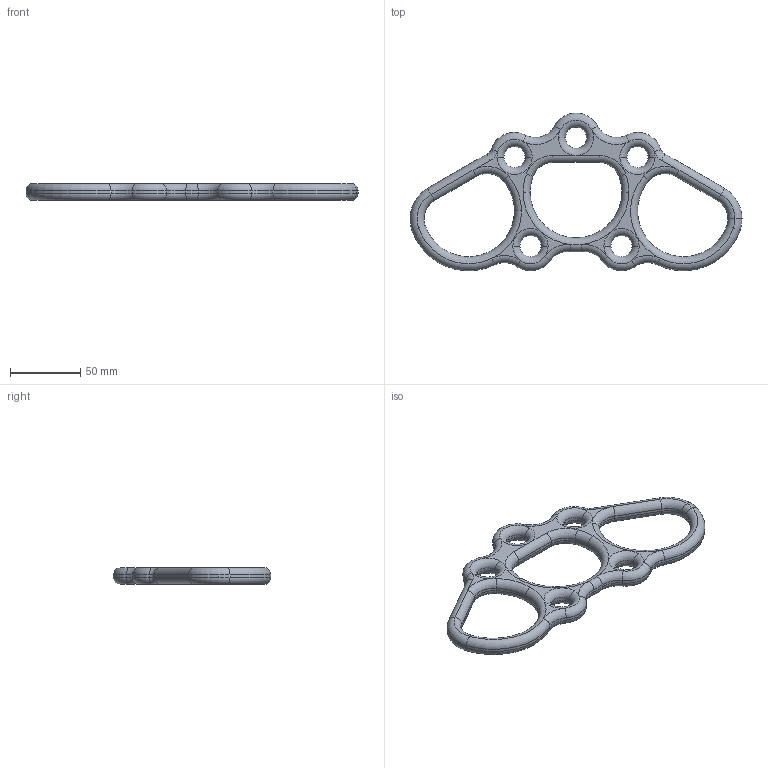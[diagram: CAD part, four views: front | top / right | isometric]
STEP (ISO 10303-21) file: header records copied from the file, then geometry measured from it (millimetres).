
FILE_DESCRIPTION (( 'STEP AP214' ), '1' );
FILE_NAME ('rigging_rings_6.step', '2024-03-15T01:02:28', ( '' ), ( '' ), 'SwSTEP 2.0', 'SolidWorks 2022', '' );
FILE_SCHEMA (( 'AUTOMOTIVE_DESIGN' ));
Length unit declared in the file: millimetre
Products named in the file (1): rigging_rings_6
Bounding box: 235.58 x 111.78 x 12 mm (x, y, z)
Volume: 92449.9 mm3; surface area: 28972.3 mm2
Topology: 1 solids, 1 shells, 145 faces, 345 edges, 186 vertices
Faces by surface type: torus 84, cylinder 52, plane 9
Entity records: 4333 total; most frequent: DIRECTION 905, CARTESIAN_POINT 757, ORIENTED_EDGE 690, AXIS2_PLACEMENT_3D 418, EDGE_CURVE 345, CIRCLE 272, VERTEX_POINT 186, ADVANCED_FACE 145
